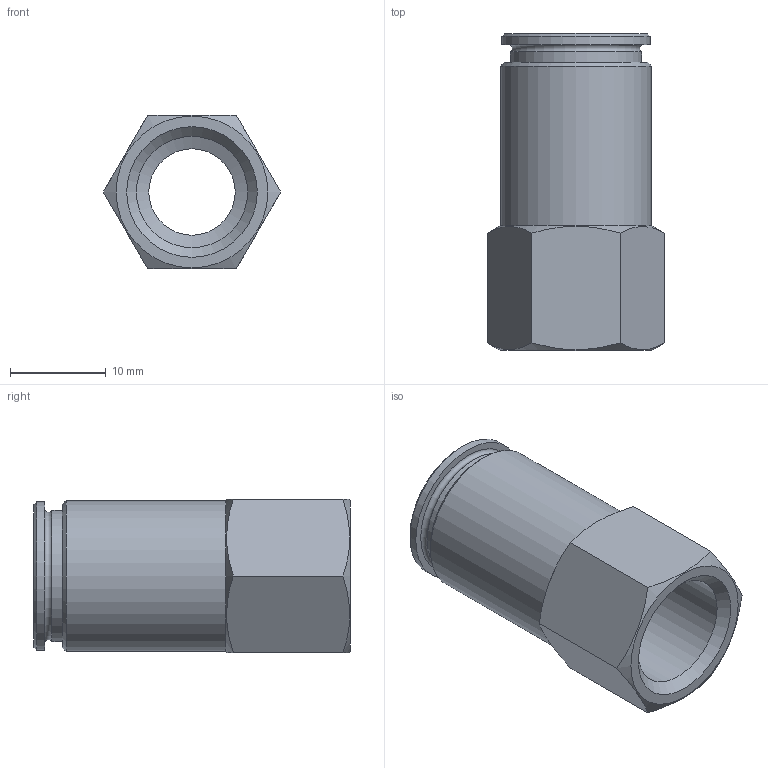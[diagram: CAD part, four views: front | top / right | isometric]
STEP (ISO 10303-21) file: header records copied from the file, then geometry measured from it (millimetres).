
FILE_DESCRIPTION( ( 'STEP AP214' ), '1' );
FILE_NAME( 'psolqas_16768_4.stp', '2020-12-01T17:16:56', ( 'License CC BY-ND 4.0' ), ( 'CADENAS' ), ' ', 'PARTsolutions', ' ' );
FILE_SCHEMA( ( 'AUTOMOTIVE_DESIGN { 1 0 10303 214 1 1 1 1 }' ) );
Length unit declared in the file: metre
Products named in the file (1): Rivoluzione1
Bounding box: 18.48 x 33 x 16 mm (x, y, z)
Volume: 3655.6 mm3; surface area: 3102.7 mm2
Topology: 1 solids, 1 shells, 26 faces, 60 edges, 38 vertices
Faces by surface type: plane 10, cone 8, cylinder 6, torus 2
Full cylindrical faces by diameter (mm): 9 x1, 10.15 x1, 11.6 x1, 13.65 x1, 15.5 x1, 15.7 x1
Entity records: 920 total; most frequent: CARTESIAN_POINT 199, DIRECTION 98, ORIENTED_EDGE 82, AXIS2_PLACEMENT_3D 46, EDGE_LOOP 46, EDGE_CURVE 41, VERTEX_POINT 35, FACE_OUTER_BOUND 34
